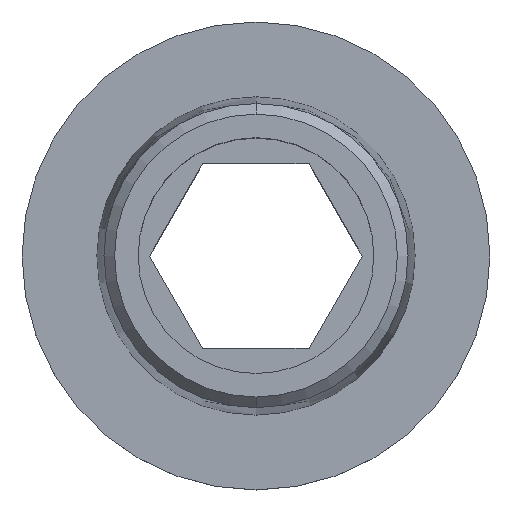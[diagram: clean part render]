
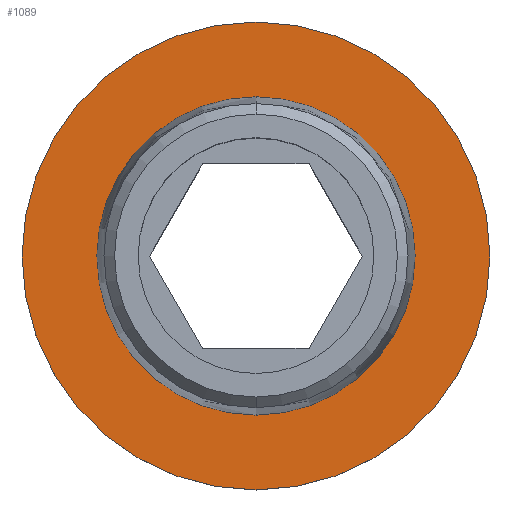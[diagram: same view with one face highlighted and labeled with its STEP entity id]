
A CAD part, top view. The second image highlights one B-rep face of the part: STEP entity #1089.
In plain terms, the highlighted planar face has unit normal (0, 0, 1).
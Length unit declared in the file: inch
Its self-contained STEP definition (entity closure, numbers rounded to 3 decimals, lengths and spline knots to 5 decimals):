
#112=CARTESIAN_POINT('',(0.,0.,0.));
#113=DIRECTION('',(0.,0.,1.));
#114=DIRECTION('',(0.,1.,0.));
#115=AXIS2_PLACEMENT_3D('',#112,#113,#114);
#117=CARTESIAN_POINT('',(0.,0.,0.));
#118=DIRECTION('',(0.,0.,-1.));
#119=DIRECTION('',(0.,1.,0.));
#120=AXIS2_PLACEMENT_3D('',#117,#118,#119);
#122=CARTESIAN_POINT('',(0.,0.,0.));
#123=DIRECTION('',(0.,0.,-1.));
#124=DIRECTION('',(0.,1.,0.));
#125=AXIS2_PLACEMENT_3D('',#122,#123,#124);
#135=CARTESIAN_POINT('',(0.,0.,0.));
#136=DIRECTION('',(0.,0.,1.));
#137=DIRECTION('',(0.,1.,0.));
#138=AXIS2_PLACEMENT_3D('',#135,#136,#137);
#892=CARTESIAN_POINT('',(0.,0.27,0.));
#894=VERTEX_POINT('',#892);
#905=CARTESIAN_POINT('',(0.,0.397,0.));
#907=VERTEX_POINT('',#905);
#908=CARTESIAN_POINT('',(0.,-0.27,0.));
#910=VERTEX_POINT('',#908);
#921=CARTESIAN_POINT('',(0.,-0.397,0.));
#923=VERTEX_POINT('',#921);
#1072=CARTESIAN_POINT('',(0.,0.,0.));
#1073=DIRECTION('',(0.,0.,-1.));
#1074=DIRECTION('',(0.,-1.,0.));
#1075=AXIS2_PLACEMENT_3D('',#1072,#1073,#1074);
#1076=PLANE('',#1075);
#1078=ORIENTED_EDGE('',*,*,#1077,.F.);
#1080=ORIENTED_EDGE('',*,*,#1079,.T.);
#1081=EDGE_LOOP('',(#1078,#1080));
#1082=FACE_OUTER_BOUND('',#1081,.F.);
#1084=ORIENTED_EDGE('',*,*,#1083,.F.);
#1086=ORIENTED_EDGE('',*,*,#1085,.T.);
#1087=EDGE_LOOP('',(#1084,#1086));
#1088=FACE_BOUND('',#1087,.F.);
#1089=ADVANCED_FACE('',(#1082,#1088),#1076,.F.);
#116=CIRCLE('',#115,0.397);
#121=CIRCLE('',#120,0.397);
#126=CIRCLE('',#125,0.27);
#139=CIRCLE('',#138,0.27);
#1077=EDGE_CURVE('',#907,#923,#116,.T.);
#1079=EDGE_CURVE('',#907,#923,#121,.T.);
#1083=EDGE_CURVE('',#894,#910,#126,.T.);
#1085=EDGE_CURVE('',#894,#910,#139,.T.);
